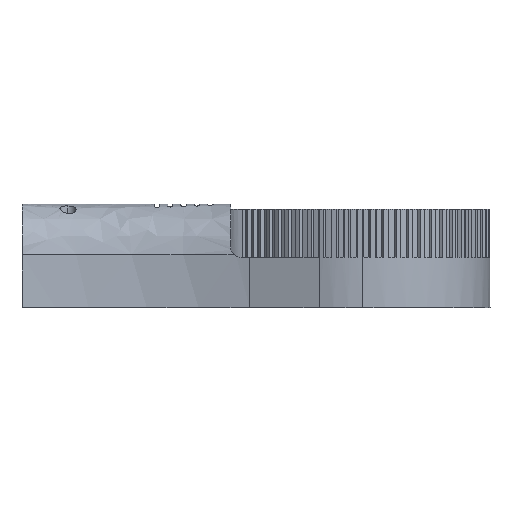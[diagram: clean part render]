
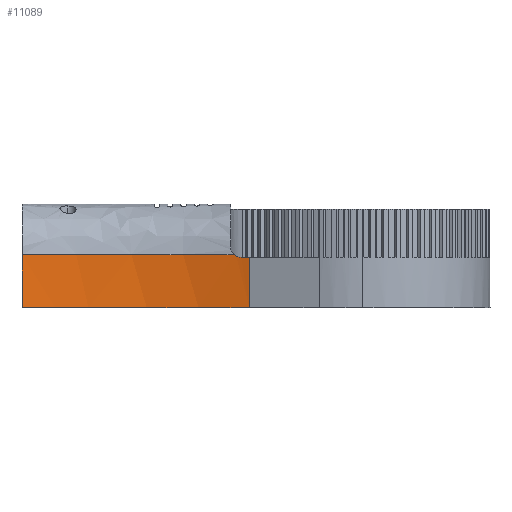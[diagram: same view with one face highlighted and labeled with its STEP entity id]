
A CAD part, top view. The second image highlights one B-rep face of the part: STEP entity #11089.
In plain terms, the highlighted free-form (B-spline) face has degree [2, 1] with [3, 2] control points.
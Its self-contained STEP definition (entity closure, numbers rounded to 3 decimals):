
#18 = ORIENTED_EDGE ( 'NONE', *, *, #6115, .T. ) ;
#75 = ORIENTED_EDGE ( 'NONE', *, *, #5622, .F. ) ;
#252 = CARTESIAN_POINT ( 'NONE',  ( 53.001, 19.75, -6.207 ) ) ;
#472 = CARTESIAN_POINT ( 'NONE',  ( 76.077, 19.75, -2.513 ) ) ;
#639 = CARTESIAN_POINT ( 'NONE',  ( 6.472, 19.75, -1.774 ) ) ;
#875 = CARTESIAN_POINT ( 'NONE',  ( 17.965, 19.75, -4.171 ) ) ;
#1337 = CARTESIAN_POINT ( 'NONE',  ( 79.322, 19.75, -1.645 ) ) ;
#1479 = CARTESIAN_POINT ( 'NONE',  ( 0., 38.75, 0. ) ) ;
#1656 = VECTOR ( 'NONE', #12088, 1000. ) ;
#1896 = CARTESIAN_POINT ( 'NONE',  ( 0., 0., 0. ) ) ;
#1975 = VERTEX_POINT ( 'NONE', #6251 ) ;
#2113 = CARTESIAN_POINT ( 'NONE',  ( 26.24, 19.75, -5.513 ) ) ;
#2337 = EDGE_CURVE ( 'NONE', #9449, #8144, #10921, .T. ) ;
#2587 = CARTESIAN_POINT ( 'NONE',  ( 81.013, 18.835, -1.182 ) ) ;
#2598 = CARTESIAN_POINT ( 'NONE',  ( 62.93, 19.75, -5.037 ) ) ;
#2909 = B_SPLINE_CURVE_WITH_KNOTS ( 'NONE', 3,
 ( #11864, #10694, #2587, #4772, #3602, #1337 ),
 .UNSPECIFIED., .F., .F.,
 ( 4, 2, 4 ),
 ( 0., 0.001, 0.003 ),
 .UNSPECIFIED. ) ;
#2952 = B_SPLINE_CURVE_WITH_KNOTS ( 'NONE', 3,
 ( #9770, #472, #6178, #13275, #2598, #252, #5007, #7720, #2113, #875, #11469, #15056, #13811, #639, #12481, #3216 ),
 .UNSPECIFIED., .F., .F.,
 ( 4, 2, 2, 2, 2, 2, 2, 4 ),
 ( -0.001, 0.009, 0.019, 0.039, 0.059, 0.064, 0.069, 0.079 ),
 .UNSPECIFIED. ) ;
#3216 = CARTESIAN_POINT ( 'NONE',  ( 0., 19.75, 0. ) ) ;
#3229 = EDGE_CURVE ( 'NONE', #11491, #8144, #6511, .T. ) ;
#3290 = CARTESIAN_POINT ( 'NONE',  ( 83.486, 18.75, -0.473 ) ) ;
#3443 = ORIENTED_EDGE ( 'NONE', *, *, #6121, .T. ) ;
#3602 = CARTESIAN_POINT ( 'NONE',  ( 79.692, 19.424, -1.546 ) ) ;
#4393 = CARTESIAN_POINT ( 'NONE',  ( 44.113, 0., -12.761 ) ) ;
#4772 = CARTESIAN_POINT ( 'NONE',  ( 80.105, 19.177, -1.434 ) ) ;
#4948 = CARTESIAN_POINT ( 'NONE',  ( 0., 0., 0. ) ) ;
#5007 = CARTESIAN_POINT ( 'NONE',  ( 46.334, 19.75, -6.507 ) ) ;
#5622 = EDGE_CURVE ( 'NONE', #1975, #11491, #11985, .T. ) ;
#5739 = CARTESIAN_POINT ( 'NONE',  ( 79.322, 19.75, -1.645 ) ) ;
#6115 = EDGE_CURVE ( 'NONE', #13725, #9449, #2952, .T. ) ;
#6121 = EDGE_CURVE ( 'NONE', #1975, #14617, #7420, .T. ) ;
#6178 = CARTESIAN_POINT ( 'NONE',  ( 72.799, 19.75, -3.265 ) ) ;
#6251 = CARTESIAN_POINT ( 'NONE',  ( 85., 18.75, 0. ) ) ;
#6511 = B_SPLINE_CURVE_WITH_KNOTS ( 'NONE', 2,
 ( #6879, #4393, #1896 ),
 .UNSPECIFIED., .F., .F.,
 ( 3, 3 ),
 ( 0., 1. ),
 .UNSPECIFIED. ) ;
#6717 = CARTESIAN_POINT ( 'NONE',  ( 81.968, 18.75, -0.91 ) ) ;
#6879 = CARTESIAN_POINT ( 'NONE',  ( 85., 0., 0. ) ) ;
#7309 = DIRECTION ( 'NONE',  ( 0., -1., 0. ) ) ;
#7420 = B_SPLINE_CURVE_WITH_KNOTS ( 'NONE', 2,
 ( #14976, #3290, #6717 ),
 .UNSPECIFIED., .F., .F.,
 ( 3, 3 ),
 ( 0., 0.037 ),
 .UNSPECIFIED. ) ;
#7429 = CARTESIAN_POINT ( 'NONE',  ( 85., 19.75, 0. ) ) ;
#7720 = CARTESIAN_POINT ( 'NONE',  ( 32.905, 19.75, -6.159 ) ) ;
#8144 = VERTEX_POINT ( 'NONE', #9562 ) ;
#8568 = ORIENTED_EDGE ( 'NONE', *, *, #10064, .T. ) ;
#8822 = CARTESIAN_POINT ( 'NONE',  ( 85., 0., 0. ) ) ;
#9210 = EDGE_LOOP ( 'NONE', ( #3443, #8568, #18, #12281, #14928, #75 ) ) ;
#9449 = VERTEX_POINT ( 'NONE', #10348 ) ;
#9562 = CARTESIAN_POINT ( 'NONE',  ( 0., 0., 0. ) ) ;
#9770 = CARTESIAN_POINT ( 'NONE',  ( 79.322, 19.75, -1.645 ) ) ;
#10064 = EDGE_CURVE ( 'NONE', #14617, #13725, #2909, .T. ) ;
#10348 = CARTESIAN_POINT ( 'NONE',  ( 0., 19.75, 0. ) ) ;
#10694 = CARTESIAN_POINT ( 'NONE',  ( 81.485, 18.75, -1.049 ) ) ;
#10872 = CARTESIAN_POINT ( 'NONE',  ( 44.113, 19.75, -12.761 ) ) ;
#10921 = LINE ( 'NONE', #1479, #1656 ) ;
#11089 = ADVANCED_FACE ( 'NONE', ( #13285 ), #13025, .T. ) ;
#11224 = VECTOR ( 'NONE', #7309, 1000. ) ;
#11469 = CARTESIAN_POINT ( 'NONE',  ( 16.312, 19.75, -3.876 ) ) ;
#11491 = VERTEX_POINT ( 'NONE', #12538 ) ;
#11864 = CARTESIAN_POINT ( 'NONE',  ( 81.968, 18.75, -0.91 ) ) ;
#11985 = LINE ( 'NONE', #12062, #11224 ) ;
#12062 = CARTESIAN_POINT ( 'NONE',  ( 85., 18.75, 0. ) ) ;
#12088 = DIRECTION ( 'NONE',  ( 0., -1., 0. ) ) ;
#12144 = CARTESIAN_POINT ( 'NONE',  ( 81.968, 18.75, -0.91 ) ) ;
#12281 = ORIENTED_EDGE ( 'NONE', *, *, #2337, .T. ) ;
#12481 = CARTESIAN_POINT ( 'NONE',  ( 3.225, 19.75, -0.933 ) ) ;
#12538 = CARTESIAN_POINT ( 'NONE',  ( 85., 0., 0. ) ) ;
#13025 = B_SPLINE_SURFACE_WITH_KNOTS ( 'NONE', 2, 1, ( 
 ( #7429, #8822 ),
 ( #10872, #13580 ),
 ( #13353, #4948 ) ),
 .UNSPECIFIED., .F., .F., .F.,
 ( 3, 3 ),
 ( 2, 2 ),
 ( 0., 1. ),
 ( 0., 1. ),
 .UNSPECIFIED. ) ;
#13275 = CARTESIAN_POINT ( 'NONE',  ( 66.228, 19.75, -4.527 ) ) ;
#13285 = FACE_OUTER_BOUND ( 'NONE', #9210, .T. ) ;
#13353 = CARTESIAN_POINT ( 'NONE',  ( 0., 19.75, 0. ) ) ;
#13580 = CARTESIAN_POINT ( 'NONE',  ( 44.113, 0., -12.761 ) ) ;
#13725 = VERTEX_POINT ( 'NONE', #5739 ) ;
#13811 = CARTESIAN_POINT ( 'NONE',  ( 11.377, 19.75, -2.887 ) ) ;
#14617 = VERTEX_POINT ( 'NONE', #12144 ) ;
#14928 = ORIENTED_EDGE ( 'NONE', *, *, #3229, .F. ) ;
#14976 = CARTESIAN_POINT ( 'NONE',  ( 85., 18.75, 0. ) ) ;
#15056 = CARTESIAN_POINT ( 'NONE',  ( 13.018, 19.75, -3.234 ) ) ;
